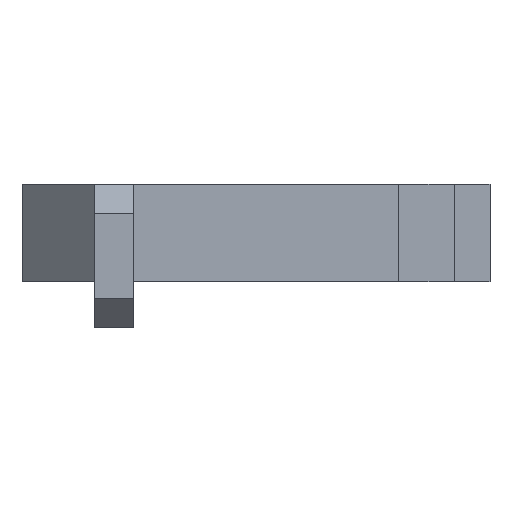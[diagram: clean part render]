
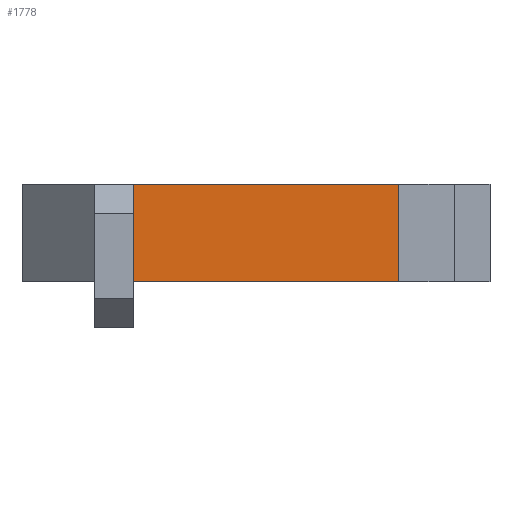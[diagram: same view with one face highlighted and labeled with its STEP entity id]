
A CAD part, left-side view. The second image highlights one B-rep face of the part: STEP entity #1778.
In plain terms, the highlighted planar face has unit normal (-1, 0, 0).
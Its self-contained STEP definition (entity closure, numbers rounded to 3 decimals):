
#124=FACE_OUTER_BOUND('',#230,.T.);
#230=EDGE_LOOP('',(#1577,#1578,#1579,#1580));
#260=LINE('',#2385,#499);
#362=LINE('',#2589,#601);
#427=LINE('',#2717,#666);
#470=LINE('',#2812,#709);
#499=VECTOR('',#1933,10.);
#601=VECTOR('',#2089,10.);
#666=VECTOR('',#2200,10.);
#709=VECTOR('',#2319,10.);
#729=VERTEX_POINT('',#2382);
#730=VERTEX_POINT('',#2384);
#804=VERTEX_POINT('',#2586);
#805=VERTEX_POINT('',#2588);
#887=EDGE_CURVE('',#729,#730,#260,.T.);
#989=EDGE_CURVE('',#805,#804,#362,.T.);
#1055=EDGE_CURVE('',#729,#805,#427,.T.);
#1101=EDGE_CURVE('',#804,#730,#470,.T.);
#1577=ORIENTED_EDGE('',*,*,#1055,.T.);
#1578=ORIENTED_EDGE('',*,*,#989,.T.);
#1579=ORIENTED_EDGE('',*,*,#1101,.T.);
#1580=ORIENTED_EDGE('',*,*,#887,.F.);
#1681=PLANE('',#1881);
#1778=ADVANCED_FACE('',(#124),#1681,.T.);
#1881=AXIS2_PLACEMENT_3D('',#2813,#2320,#2321);
#1933=DIRECTION('',(0.,-1.,0.));
#2089=DIRECTION('',(0.,-1.,0.));
#2200=DIRECTION('',(0.,0.,-1.));
#2319=DIRECTION('',(0.,0.,1.));
#2320=DIRECTION('center_axis',(-1.,0.,0.));
#2321=DIRECTION('ref_axis',(0.,-1.,0.));
#2382=CARTESIAN_POINT('',(0.,36.5,10.));
#2384=CARTESIAN_POINT('',(0.,9.35,10.));
#2385=CARTESIAN_POINT('',(0.,40.5,10.));
#2586=CARTESIAN_POINT('',(0.,9.35,0.));
#2588=CARTESIAN_POINT('',(0.,36.5,0.));
#2589=CARTESIAN_POINT('',(0.,40.5,0.));
#2717=CARTESIAN_POINT('',(0.,36.5,5.));
#2812=CARTESIAN_POINT('',(0.,9.35,0.));
#2813=CARTESIAN_POINT('Origin',(0.,40.5,0.));
